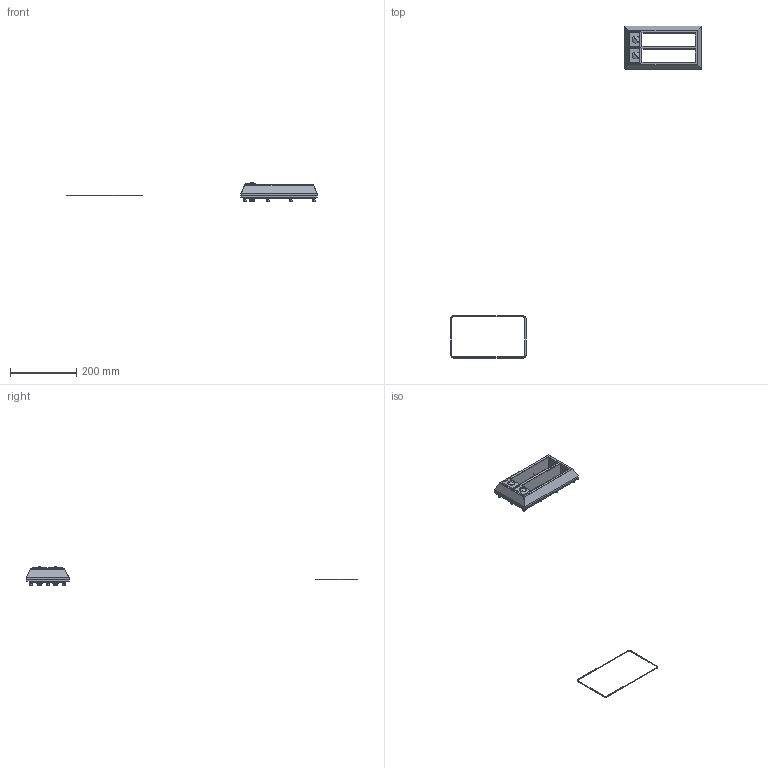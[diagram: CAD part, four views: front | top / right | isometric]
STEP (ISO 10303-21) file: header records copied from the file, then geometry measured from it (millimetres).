
FILE_DESCRIPTION((''),'2;1');
FILE_NAME('CF_32.stp','2009-05-22T11:57:08',('JE BOHLIN'),('Roxtec International AB'),'Mechanical Desktop 2005','Mechanical Desktop 2005',', , ');
FILE_SCHEMA(('CONFIG_CONTROL_DESIGN'));
Length unit declared in the file: millimetre
Products named in the file (13): S1003078; ~SUB1; ~S1000372; ~~PART1; ~~~PART1; ~HEX NUT - ISO 4032 - M8; ~WASHER - ISO 7089 - 8 - 140 HV; ~CUP HEAD SQUARE NECK BOLT - ISO 8678 - M8X50; ~MUTTER; ~PACKNING; ~MOTRAM; ~RAM; ~SKRUV
Assembly tree (31 placements, depth 3):
  S1003078
    ~SUB1  x2
      ~S1000372
      ~~PART1
      ~~~PART1
      ~HEX NUT - ISO 4032 - M8
      ~WASHER - ISO 7089 - 8 - 140 HV
      ~CUP HEAD SQUARE NECK BOLT - ISO 8678 - M8X50
    ~MUTTER  x10
    ~PACKNING
    ~MOTRAM
    ~RAM
    ~SKRUV  x10
Bounding box: 755.53 x 1001.56 x 56.29 mm (x, y, z)
Surface area: 168517 mm2 (no closed solid volume)
Topology: 0 solids, 0 shells, 717 faces, 3492 edges, 3450 vertices
Faces by surface type: bspline 717
Entity records: 22147 total; most frequent: CARTESIAN_POINT 15824, COMPOSITE_CURVE_SEGMENT 2022, QUASI_UNIFORM_CURVE 1746, PCURVE 908, CURVE_BOUNDED_SURFACE 396, OUTER_BOUNDARY_CURVE 370, B_SPLINE_CURVE_WITH_KNOTS 236, QUASI_UNIFORM_SURFACE 156
